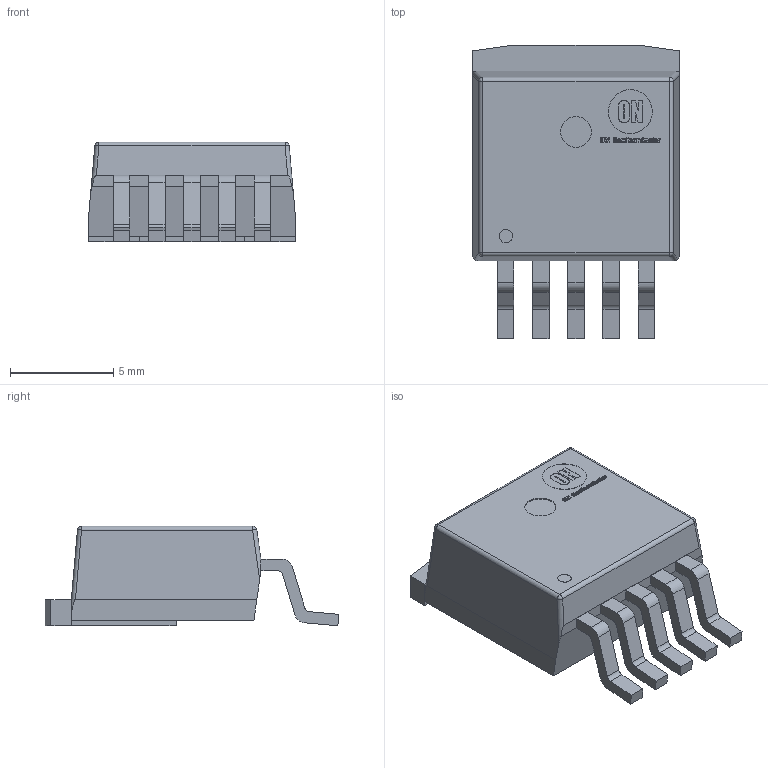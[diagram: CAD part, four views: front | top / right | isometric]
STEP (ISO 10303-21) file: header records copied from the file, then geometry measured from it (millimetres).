
FILE_DESCRIPTION(/* description */ (''),/* implementation_level */ '2;1');
FILE_NAME(/* name */ '1.stp',/* time_stamp */ '2019-11-20T18:15:17+02:00',/* author */ ('k'),/* organization */ (''),/* preprocessor_version */ 'ST-DEVELOPER v15.6',/* originating_system */ 'Autodesk Inventor 2015',/* authorisation */ '');
FILE_SCHEMA (('AUTOMOTIVE_DESIGN { 1 0 10303 214 3 1 1 }'));
Length unit declared in the file: millimetre
Products named in the file (6): 1; 2; On-Semi Yury adjustable; On-Semi Yury adjustable - Copy; On-Semi Logo Assemply
Bounding box: 10.02 x 14.25 x 4.83 mm (x, y, z)
Volume: 433.8 mm3; surface area: 531 mm2
Topology: 26 solids, 26 shells, 458 faces, 1203 edges, 798 vertices
Faces by surface type: plane 226, bspline 198, cylinder 30, sphere 4
Full cylindrical faces by diameter (mm): 0.648 x1, 1.5 x1
Entity records: 18475 total; most frequent: CARTESIAN_POINT 8330, ORIENTED_EDGE 2402, DIRECTION 1411, EDGE_CURVE 1201, VERTEX_POINT 798, LINE 741, VECTOR 741, EDGE_LOOP 475
